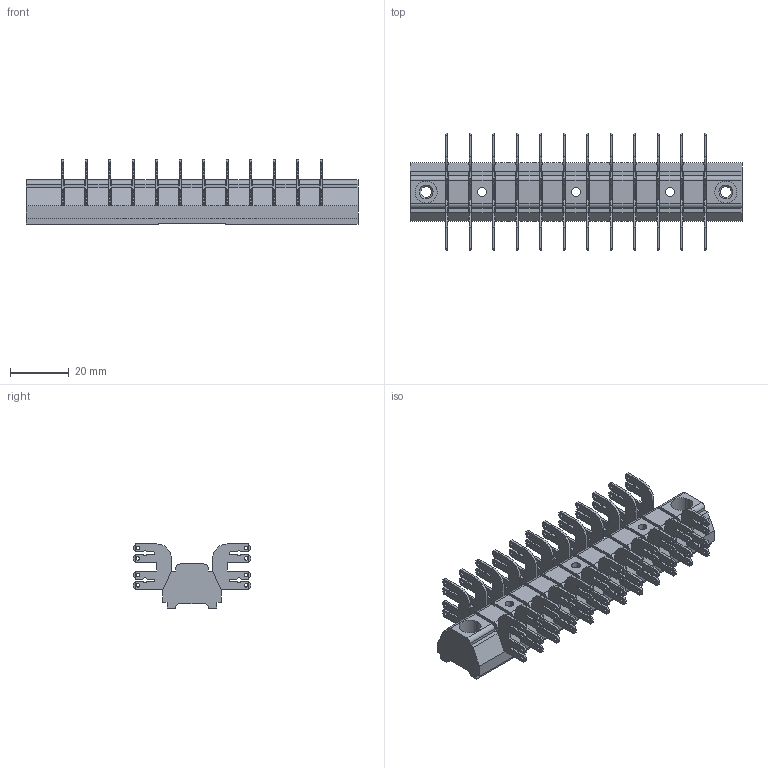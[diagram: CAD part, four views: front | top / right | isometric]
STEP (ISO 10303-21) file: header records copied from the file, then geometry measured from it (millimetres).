
FILE_DESCRIPTION(('CATIA V5R24 STEP','CAx-IF Rec.Pracs.--- Model Styling and Organization---1.2---2011-12-15'),'2;1');
FILE_NAME ('002138-1_1', '2018-08-27T08:51:51+00:00', ('Weidmueller Interface'), ('Weidmueller'), 'CATIA Version 5-6 Release 2014 SP4 HF52', 'CATIA V5 STEP AP214', 'none');
FILE_SCHEMA(('AUTOMOTIVE_DESIGN { 1 0 10303 214 1 1 1 1 }'));
Products named in the file (1): 0480220000
Bounding box: 113 x 40 x 21.8 mm (x, y, z)
Volume: 19607.5 mm3; surface area: 26696.6 mm2
Topology: 13 solids, 13 shells, 2220 faces, 6172 edges, 3950 vertices
Faces by surface type: plane 1550, cylinder 616, torus 48, cone 4, extrusion 2
Entity records: 64676 total; most frequent: ORIENTED_EDGE 12344, CARTESIAN_POINT 11948, DIRECTION 8458, EDGE_CURVE 6172, VECTOR 4730, LINE 4728, VERTEX_POINT 3950, AXIS2_PLACEMENT_3D 2524
